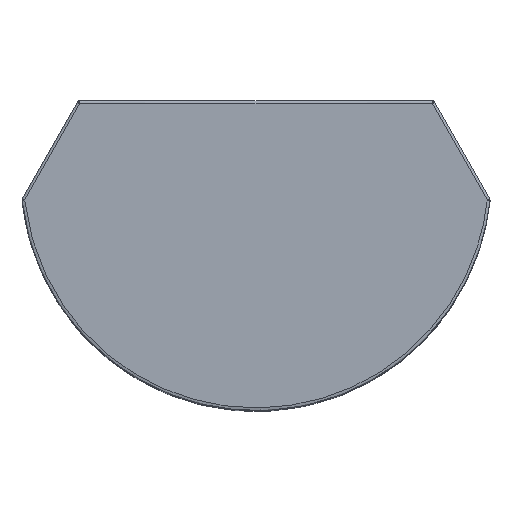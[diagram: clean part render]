
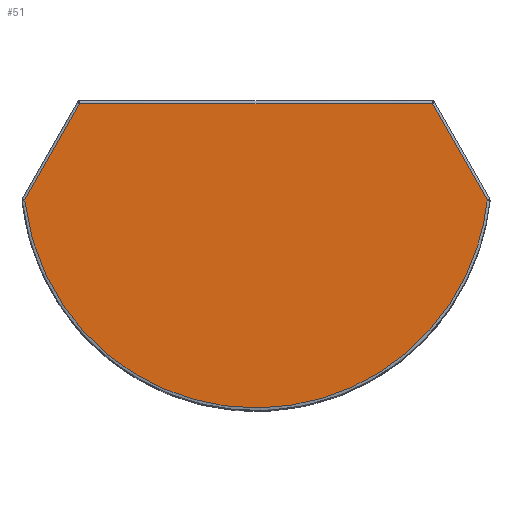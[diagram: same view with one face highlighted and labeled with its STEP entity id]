
A CAD part, top view. The second image highlights one B-rep face of the part: STEP entity #51.
In plain terms, the highlighted free-form (B-spline) face has degree [1, 1] with [2, 2] control points.
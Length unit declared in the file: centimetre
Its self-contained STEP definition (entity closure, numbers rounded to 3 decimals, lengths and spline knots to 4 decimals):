
#51=ADVANCED_FACE('',(#155),#1095,.T.);
#155=FACE_OUTER_BOUND('',#259,.T.);
#259=EDGE_LOOP('',(#448,#449,#450,#451));
#448=ORIENTED_EDGE('',*,*,#784,.T.);
#449=ORIENTED_EDGE('',*,*,#787,.T.);
#450=ORIENTED_EDGE('',*,*,#785,.F.);
#451=ORIENTED_EDGE('',*,*,#786,.T.);
#784=EDGE_CURVE('',#952,#953,#1176,.T.);
#785=EDGE_CURVE('',#954,#955,#1177,.T.);
#786=EDGE_CURVE('',#954,#952,#1178,.T.);
#787=EDGE_CURVE('',#953,#955,#1179,.T.);
#952=VERTEX_POINT('',#2411);
#953=VERTEX_POINT('',#2412);
#954=VERTEX_POINT('',#2413);
#955=VERTEX_POINT('',#2414);
#1095=B_SPLINE_SURFACE_WITH_KNOTS('',1,1,((#2105,#2106),(#2107,#2108)),.UNSPECIFIED.,
.F.,.F.,.F.,(2,2),(2,2),(58.2129,80.2993),(75.7142,
109.6075),.UNSPECIFIED.);
#1176=(
BOUNDED_CURVE()
B_SPLINE_CURVE(3,(#1976,#1977,#1978,#1979),.UNSPECIFIED.,.F.,.F.)
B_SPLINE_CURVE_WITH_KNOTS((4,4),(0.0643,8.0365),.UNSPECIFIED.)
CURVE()
GEOMETRIC_REPRESENTATION_ITEM()
RATIONAL_B_SPLINE_CURVE((1.,1.,1.,1.))
REPRESENTATION_ITEM('')
);
#1177=(
BOUNDED_CURVE()
B_SPLINE_CURVE(3,(#1980,#1981,#1982,#1983),.UNSPECIFIED.,.F.,.F.)
B_SPLINE_CURVE_WITH_KNOTS((4,4),(0.0641,8.0365),.UNSPECIFIED.)
CURVE()
GEOMETRIC_REPRESENTATION_ITEM()
RATIONAL_B_SPLINE_CURVE((1.,1.,1.,1.))
REPRESENTATION_ITEM('')
);
#1178=(
BOUNDED_CURVE()
B_SPLINE_CURVE(3,(#1984,#1985,#1986,#1987,#1988,#1989,#1990,#1991,#1992,
#1993,#1994),.UNSPECIFIED.,.F.,.F.)
B_SPLINE_CURVE_WITH_KNOTS((4,1,1,1,1,1,1,1,4),(0.064,0.3509,
8.0738,16.2652,24.5369,32.0194,40.2074,
48.0123,49.0104),.UNSPECIFIED.)
CURVE()
GEOMETRIC_REPRESENTATION_ITEM()
RATIONAL_B_SPLINE_CURVE((1.,1.,1.,1.,1.,1.,1.,1.,1.,1.,1.))
REPRESENTATION_ITEM('')
);
#1179=(
BOUNDED_CURVE()
B_SPLINE_CURVE(3,(#1995,#1996,#1997,#1998),.UNSPECIFIED.,.F.,.F.)
B_SPLINE_CURVE_WITH_KNOTS((4,4),(0.1162,25.4491),.UNSPECIFIED.)
CURVE()
GEOMETRIC_REPRESENTATION_ITEM()
RATIONAL_B_SPLINE_CURVE((1.,1.,1.,1.))
REPRESENTATION_ITEM('')
);
#1976=CARTESIAN_POINT('',(106.0514,49.7901,109.981));
#1977=CARTESIAN_POINT('',(104.7355,52.0988,109.981));
#1978=CARTESIAN_POINT('',(103.4196,54.4075,109.981));
#1979=CARTESIAN_POINT('',(102.1036,56.7162,109.981));
#1980=CARTESIAN_POINT('',(72.8227,49.7895,109.981));
#1981=CARTESIAN_POINT('',(74.1389,52.0987,109.981));
#1982=CARTESIAN_POINT('',(75.4548,54.4075,109.981));
#1983=CARTESIAN_POINT('',(76.7708,56.7162,109.981));
#1984=CARTESIAN_POINT('',(72.8227,49.7895,109.981));
#1985=CARTESIAN_POINT('',(72.8331,49.6945,109.981));
#1986=CARTESIAN_POINT('',(73.1365,47.0418,109.981));
#1987=CARTESIAN_POINT('',(75.0608,41.8402,109.981));
#1988=CARTESIAN_POINT('',(81.1941,36.2337,109.981));
#1989=CARTESIAN_POINT('',(89.1735,34.2199,109.981));
#1990=CARTESIAN_POINT('',(97.1547,36.0378,109.981));
#1991=CARTESIAN_POINT('',(103.3588,41.186,109.981));
#1992=CARTESIAN_POINT('',(105.6215,46.5511,109.981));
#1993=CARTESIAN_POINT('',(106.0163,49.4592,109.981));
#1994=CARTESIAN_POINT('',(106.0514,49.7901,109.981));
#1995=CARTESIAN_POINT('',(102.1036,56.7162,109.981));
#1996=CARTESIAN_POINT('',(93.6594,56.7162,109.981));
#1997=CARTESIAN_POINT('',(85.2151,56.7162,109.981));
#1998=CARTESIAN_POINT('',(76.7708,56.7162,109.981));
#2105=CARTESIAN_POINT('',(106.3837,34.6298,109.981));
#2106=CARTESIAN_POINT('',(72.4904,34.6298,109.981));
#2107=CARTESIAN_POINT('',(106.3837,56.7162,109.981));
#2108=CARTESIAN_POINT('',(72.4904,56.7162,109.981));
#2411=CARTESIAN_POINT('',(106.0514,49.7901,109.981));
#2412=CARTESIAN_POINT('',(102.1036,56.7162,109.981));
#2413=CARTESIAN_POINT('',(72.8227,49.7895,109.981));
#2414=CARTESIAN_POINT('',(76.7708,56.7162,109.981));
